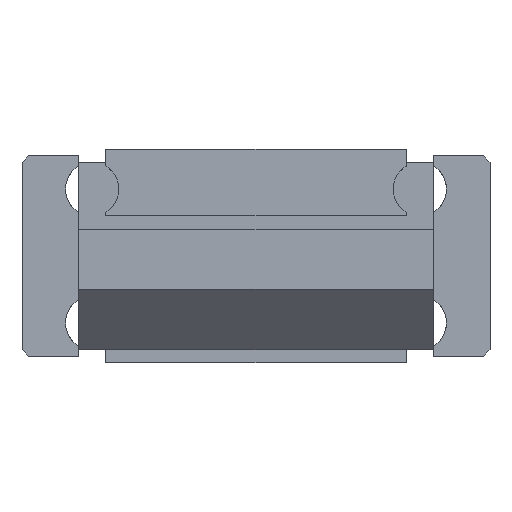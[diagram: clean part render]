
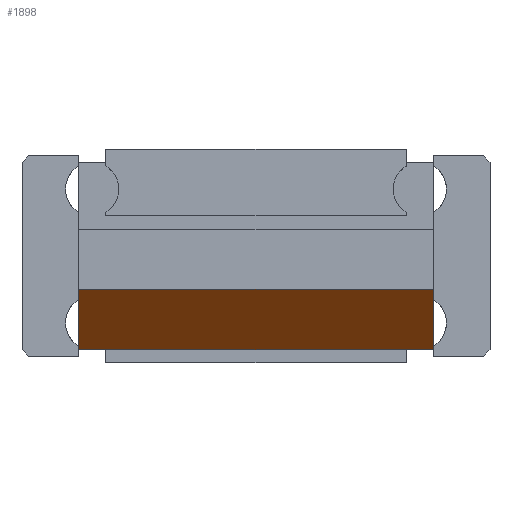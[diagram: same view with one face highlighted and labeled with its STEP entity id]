
A CAD part, front view. The second image highlights one B-rep face of the part: STEP entity #1898.
In plain terms, the highlighted planar face has unit normal (0, -0.707, -0.707).
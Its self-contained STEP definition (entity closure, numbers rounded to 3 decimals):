
#92=PLANE('',#2162);
#272=FACE_OUTER_BOUND('',#427,.T.);
#427=EDGE_LOOP('',(#1731,#1732,#1733,#1734));
#569=LINE('',#3656,#717);
#570=LINE('',#3658,#718);
#571=LINE('',#3660,#719);
#572=LINE('',#3661,#720);
#717=VECTOR('',#2675,12.728);
#718=VECTOR('',#2676,53.);
#719=VECTOR('',#2677,12.728);
#720=VECTOR('',#2678,53.);
#979=VERTEX_POINT('',#3654);
#980=VERTEX_POINT('',#3655);
#981=VERTEX_POINT('',#3657);
#982=VERTEX_POINT('',#3659);
#1232=EDGE_CURVE('',#979,#980,#569,.T.);
#1233=EDGE_CURVE('',#980,#981,#570,.T.);
#1234=EDGE_CURVE('',#981,#982,#571,.T.);
#1235=EDGE_CURVE('',#982,#979,#572,.T.);
#1731=ORIENTED_EDGE('',*,*,#1232,.T.);
#1732=ORIENTED_EDGE('',*,*,#1233,.T.);
#1733=ORIENTED_EDGE('',*,*,#1234,.T.);
#1734=ORIENTED_EDGE('',*,*,#1235,.T.);
#1898=ADVANCED_FACE('',(#272),#92,.T.);
#2162=AXIS2_PLACEMENT_3D('',#3653,#2673,#2674);
#2673=DIRECTION('center_axis',(0.,-0.707,-0.707));
#2674=DIRECTION('ref_axis',(-1.,0.,0.));
#2675=DIRECTION('',(0.,0.707,-0.707));
#2676=DIRECTION('',(1.,0.,0.));
#2677=DIRECTION('',(0.,-0.707,0.707));
#2678=DIRECTION('',(-1.,0.,0.));
#3653=CARTESIAN_POINT('Origin',(15.,-6.5,-2.5));
#3654=CARTESIAN_POINT('',(-38.,-11.,2.));
#3655=CARTESIAN_POINT('',(-38.,-2.,-7.));
#3656=CARTESIAN_POINT('',(-38.,-11.,2.));
#3657=CARTESIAN_POINT('',(15.,-2.,-7.));
#3658=CARTESIAN_POINT('',(-38.,-2.,-7.));
#3659=CARTESIAN_POINT('',(15.,-11.,2.));
#3660=CARTESIAN_POINT('',(15.,-2.,-7.));
#3661=CARTESIAN_POINT('',(15.,-11.,2.));
